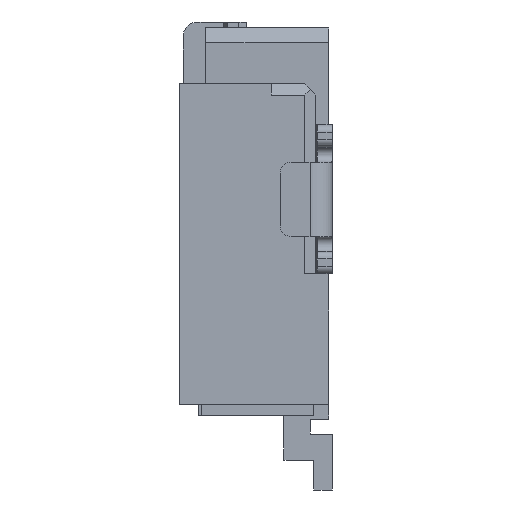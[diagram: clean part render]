
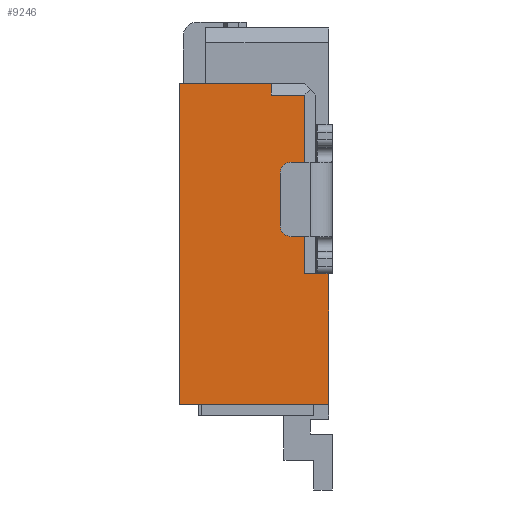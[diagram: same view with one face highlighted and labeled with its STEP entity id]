
A CAD part, left-side view. The second image highlights one B-rep face of the part: STEP entity #9246.
In plain terms, the highlighted planar face has unit normal (-1, 0, 0).
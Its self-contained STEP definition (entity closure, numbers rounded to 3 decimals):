
#4=DIRECTION('',(0.,-1.,0.));
#5=VECTOR('',#4,0.15);
#6=CARTESIAN_POINT('',(-4.15,-0.552,-3.38));
#7=LINE('',#6,#5);
#12=DIRECTION('',(0.,0.,-1.));
#13=VECTOR('',#12,1.75);
#14=CARTESIAN_POINT('',(-4.15,-0.702,-3.38));
#15=LINE('',#14,#13);
#19=DIRECTION('',(0.,1.,0.));
#20=VECTOR('',#19,2.);
#21=CARTESIAN_POINT('',(-4.15,-0.702,-5.13));
#22=LINE('',#21,#20);
#26=DIRECTION('',(0.,0.,1.));
#27=VECTOR('',#26,4.3);
#28=CARTESIAN_POINT('',(-4.15,1.298,-5.13));
#29=LINE('',#28,#27);
#33=DIRECTION('',(0.,-1.,0.));
#34=VECTOR('',#33,1.23);
#35=CARTESIAN_POINT('',(-4.15,1.298,-0.83));
#36=LINE('',#35,#34);
#40=DIRECTION('',(0.,0.,1.));
#41=VECTOR('',#40,0.15);
#42=CARTESIAN_POINT('',(-4.15,0.068,-0.98));
#43=LINE('',#42,#41);
#47=DIRECTION('',(0.,1.,0.));
#48=VECTOR('',#47,0.45);
#49=CARTESIAN_POINT('',(-4.15,-0.382,-0.98));
#50=LINE('',#49,#48);
#54=DIRECTION('',(0.,0.,1.));
#55=VECTOR('',#54,2.4);
#56=CARTESIAN_POINT('',(-4.15,-0.382,-3.38));
#57=LINE('',#56,#55);
#61=DIRECTION('',(0.,-1.,0.));
#62=VECTOR('',#61,0.17);
#63=CARTESIAN_POINT('',(-4.15,-0.382,-3.38));
#64=LINE('',#63,#62);
#7799=CARTESIAN_POINT('',(-4.15,-0.702,-5.13));
#7800=CARTESIAN_POINT('',(-4.15,1.298,-5.13));
#7801=VERTEX_POINT('',#7799);
#7802=VERTEX_POINT('',#7800);
#7803=CARTESIAN_POINT('',(-4.15,1.298,-0.83));
#7804=VERTEX_POINT('',#7803);
#7899=CARTESIAN_POINT('',(-4.15,-0.382,-3.38));
#7900=VERTEX_POINT('',#7899);
#7971=CARTESIAN_POINT('',(-4.15,0.068,-0.98));
#7972=CARTESIAN_POINT('',(-4.15,0.068,-0.83));
#7973=VERTEX_POINT('',#7971);
#7974=VERTEX_POINT('',#7972);
#7975=CARTESIAN_POINT('',(-4.15,-0.382,-0.98));
#7976=VERTEX_POINT('',#7975);
#8045=CARTESIAN_POINT('',(-4.15,-0.552,-3.38));
#8046=CARTESIAN_POINT('',(-4.15,-0.702,-3.38));
#8047=VERTEX_POINT('',#8045);
#8048=VERTEX_POINT('',#8046);
#9221=CARTESIAN_POINT('',(-4.15,0.,0.));
#9222=DIRECTION('',(1.,0.,0.));
#9223=DIRECTION('',(0.,0.,-1.));
#9224=AXIS2_PLACEMENT_3D('',#9221,#9222,#9223);
#9225=PLANE('',#9224);
#9227=ORIENTED_EDGE('',*,*,#9226,.T.);
#9229=ORIENTED_EDGE('',*,*,#9228,.T.);
#9231=ORIENTED_EDGE('',*,*,#9230,.T.);
#9233=ORIENTED_EDGE('',*,*,#9232,.T.);
#9235=ORIENTED_EDGE('',*,*,#9234,.T.);
#9237=ORIENTED_EDGE('',*,*,#9236,.F.);
#9239=ORIENTED_EDGE('',*,*,#9238,.F.);
#9241=ORIENTED_EDGE('',*,*,#9240,.F.);
#9243=ORIENTED_EDGE('',*,*,#9242,.T.);
#9244=EDGE_LOOP('',(#9227,#9229,#9231,#9233,#9235,#9237,#9239,#9241,#9243));
#9245=FACE_OUTER_BOUND('',#9244,.F.);
#9226=EDGE_CURVE('',#8047,#8048,#7,.T.);
#9228=EDGE_CURVE('',#8048,#7801,#15,.T.);
#9230=EDGE_CURVE('',#7801,#7802,#22,.T.);
#9232=EDGE_CURVE('',#7802,#7804,#29,.T.);
#9234=EDGE_CURVE('',#7804,#7974,#36,.T.);
#9236=EDGE_CURVE('',#7973,#7974,#43,.T.);
#9238=EDGE_CURVE('',#7976,#7973,#50,.T.);
#9240=EDGE_CURVE('',#7900,#7976,#57,.T.);
#9242=EDGE_CURVE('',#7900,#8047,#64,.T.);
#9246=ADVANCED_FACE('',(#9245),#9225,.F.);
